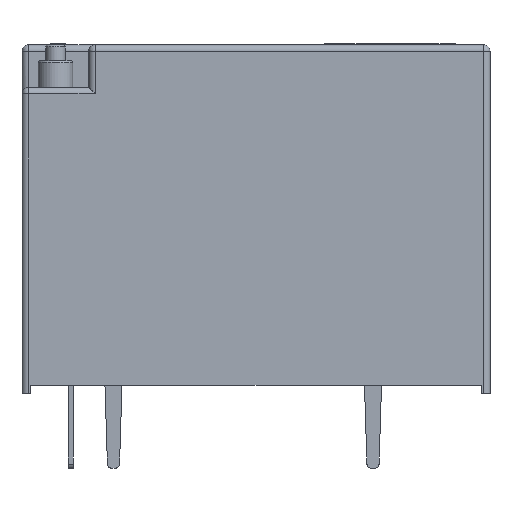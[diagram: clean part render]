
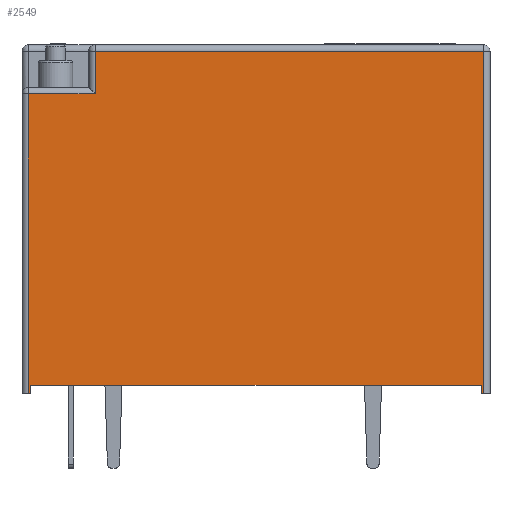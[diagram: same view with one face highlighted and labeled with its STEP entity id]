
A CAD part, front view. The second image highlights one B-rep face of the part: STEP entity #2549.
In plain terms, the highlighted planar face has unit normal (0, -1, 0).
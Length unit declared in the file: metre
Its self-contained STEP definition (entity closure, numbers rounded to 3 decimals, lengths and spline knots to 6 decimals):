
#1615 = EDGE_CURVE( '', #4521, #4522, #4523, .T. );
#1857 = EDGE_CURVE( '', #4944, #4945, #4946, .T. );
#1989 = EDGE_CURVE( '', #5162, #4521, #5163, .T. );
#2223 = EDGE_CURVE( '', #4522, #4606, #5525, .T. );
#2409 = EDGE_CURVE( '', #5794, #4945, #5795, .T. );
#2549 = ADVANCED_FACE( '', ( #5990 ), #5991, .T. );
#2991 = EDGE_CURVE( '', #6172, #4944, #6578, .T. );
#3171 = EDGE_CURVE( '', #6812, #5794, #6813, .T. );
#3273 = EDGE_CURVE( '', #4425, #5162, #6945, .T. );
#3307 = EDGE_CURVE( '', #4606, #6172, #6985, .T. );
#3581 = EDGE_CURVE( '', #6812, #4425, #7313, .T. );
#4425 = VERTEX_POINT( '', #8350 );
#4521 = VERTEX_POINT( '', #8505 );
#4522 = VERTEX_POINT( '', #8506 );
#4523 = LINE( '', #8507, #8508 );
#4606 = VERTEX_POINT( '', #8641 );
#4944 = VERTEX_POINT( '', #9141 );
#4945 = VERTEX_POINT( '', #9142 );
#4946 = LINE( '', #9143, #9144 );
#5162 = VERTEX_POINT( '', #9469 );
#5163 = LINE( '', #9470, #9471 );
#5525 = LINE( '', #10024, #10025 );
#5794 = VERTEX_POINT( '', #10453 );
#5795 = LINE( '', #10454, #10455 );
#5990 = FACE_OUTER_BOUND( '', #10770, .T. );
#5991 = PLANE( '', #10771 );
#6172 = VERTEX_POINT( '', #11079 );
#6578 = LINE( '', #11771, #11772 );
#6812 = VERTEX_POINT( '', #12167 );
#6813 = LINE( '', #12168, #12169 );
#6945 = LINE( '', #12400, #12401 );
#6985 = LINE( '', #12467, #12468 );
#7313 = LINE( '', #13056, #13057 );
#8350 = CARTESIAN_POINT( '', ( -0.0106, -0.008, 0. ) );
#8505 = CARTESIAN_POINT( '', ( -0.0107, -0.008, 0.0141 ) );
#8506 = CARTESIAN_POINT( '', ( -0.007559, -0.008, 0.0141 ) );
#8507 = CARTESIAN_POINT( '', ( -0.010215, -0.008, 0.0141 ) );
#8508 = VECTOR( '', #14460, 1. );
#8641 = CARTESIAN_POINT( '', ( -0.007559, -0.008, 0.0161 ) );
#9141 = CARTESIAN_POINT( '', ( 0.0107, -0.008, 0. ) );
#9142 = CARTESIAN_POINT( '', ( 0.0106, -0.008, 0. ) );
#9143 = CARTESIAN_POINT( '', ( 0.011, -0.008, 0. ) );
#9144 = VECTOR( '', #14929, 1. );
#9469 = CARTESIAN_POINT( '', ( -0.0107, -0.008, 0. ) );
#9470 = CARTESIAN_POINT( '', ( -0.0107, -0.008, 0.0004 ) );
#9471 = VECTOR( '', #15148, 1. );
#10024 = CARTESIAN_POINT( '', ( -0.007559, -0.008, 0.0084 ) );
#10025 = VECTOR( '', #15641, 1. );
#10453 = CARTESIAN_POINT( '', ( 0.0106, -0.008, 0.0004 ) );
#10454 = CARTESIAN_POINT( '', ( 0.0106, -0.008, 0.0004 ) );
#10455 = VECTOR( '', #16077, 1. );
#10770 = EDGE_LOOP( '', ( #16330, #16331, #16332, #16333, #16334, #16335, #16336, #16337, #16338, #16339 ) );
#10771 = AXIS2_PLACEMENT_3D( '', #16340, #16341, #16342 );
#11079 = CARTESIAN_POINT( '', ( 0.0107, -0.008, 0.0161 ) );
#11771 = CARTESIAN_POINT( '', ( 0.0107, -0.008, 0.0004 ) );
#11772 = VECTOR( '', #17165, 1. );
#12167 = CARTESIAN_POINT( '', ( -0.0106, -0.008, 0.0004 ) );
#12168 = CARTESIAN_POINT( '', ( -0.011, -0.008, 0.0004 ) );
#12169 = VECTOR( '', #17547, 1. );
#12400 = CARTESIAN_POINT( '', ( -0.011, -0.008, 0. ) );
#12401 = VECTOR( '', #17698, 1. );
#12467 = CARTESIAN_POINT( '', ( -0.0055, -0.008, 0.0161 ) );
#12468 = VECTOR( '', #17758, 1. );
#13056 = CARTESIAN_POINT( '', ( -0.0106, -0.008, 0.0004 ) );
#13057 = VECTOR( '', #18291, 1. );
#14460 = DIRECTION( '', ( 1., 0., 0. ) );
#14929 = DIRECTION( '', ( -1., 0., 0. ) );
#15148 = DIRECTION( '', ( 0., 0., 1. ) );
#15641 = DIRECTION( '', ( 0., 0., 1. ) );
#16077 = DIRECTION( '', ( 0., 0., -1. ) );
#16330 = ORIENTED_EDGE( '', *, *, #2991, .F. );
#16331 = ORIENTED_EDGE( '', *, *, #3307, .F. );
#16332 = ORIENTED_EDGE( '', *, *, #2223, .F. );
#16333 = ORIENTED_EDGE( '', *, *, #1615, .F. );
#16334 = ORIENTED_EDGE( '', *, *, #1989, .F. );
#16335 = ORIENTED_EDGE( '', *, *, #3273, .F. );
#16336 = ORIENTED_EDGE( '', *, *, #3581, .F. );
#16337 = ORIENTED_EDGE( '', *, *, #3171, .T. );
#16338 = ORIENTED_EDGE( '', *, *, #2409, .T. );
#16339 = ORIENTED_EDGE( '', *, *, #1857, .F. );
#16340 = CARTESIAN_POINT( '', ( -0.011, -0.008, 0.0004 ) );
#16341 = DIRECTION( '', ( 0., -1., 0. ) );
#16342 = DIRECTION( '', ( -1., 0., 0. ) );
#17165 = DIRECTION( '', ( 0., 0., -1. ) );
#17547 = DIRECTION( '', ( 1., 0., 0. ) );
#17698 = DIRECTION( '', ( -1., 0., 0. ) );
#17758 = DIRECTION( '', ( 1., 0., 0. ) );
#18291 = DIRECTION( '', ( 0., 0., -1. ) );
